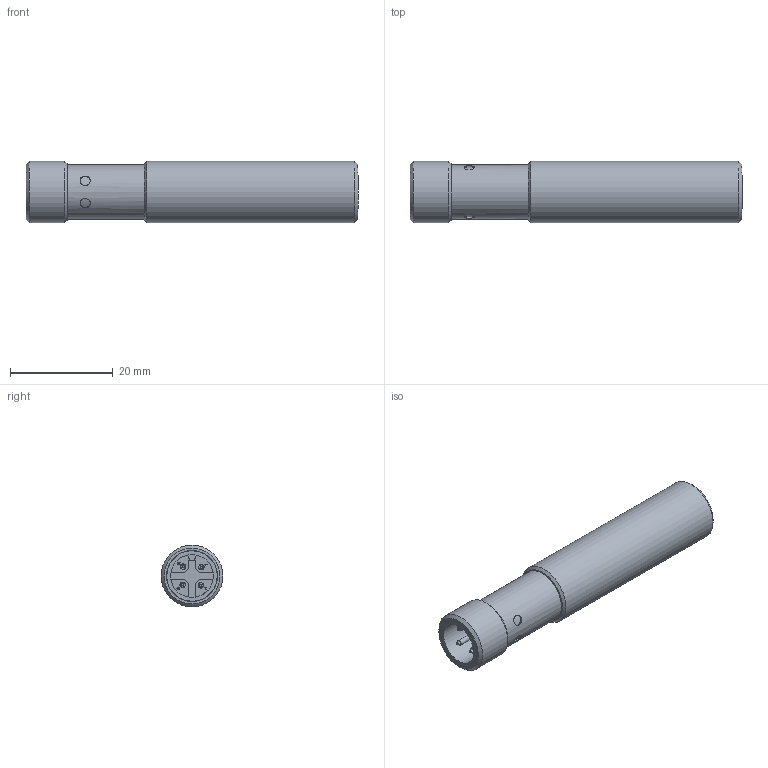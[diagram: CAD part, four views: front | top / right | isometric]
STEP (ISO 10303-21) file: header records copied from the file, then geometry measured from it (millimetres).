
FILE_DESCRIPTION(/* description */ (''),/* implementation_level */ '2;1');
FILE_NAME(/* name */ 'M12_M_xxx-B4.stp',/* time_stamp */ '2025-02-03T09:29:10+01:00',/* author */ ('cf'),/* organization */ ('di-soric GmbH & Co. KG'),/* preprocessor_version */ 'ST-DEVELOPER v20',/* originating_system */ 'Autodesk Inventor 2025',/* authorisation */ '');
FILE_SCHEMA (('AUTOMOTIVE_DESIGN { 1 0 10303 214 3 1 1 }'));
Length unit declared in the file: millimetre
Products named in the file (1): M12_M_xxx-B4
Bounding box: 64.51 x 12 x 12 mm (x, y, z)
Volume: 6392.6 mm3; surface area: 3600.7 mm2
Topology: 1 solids, 1 shells, 189 faces, 502 edges, 334 vertices
Faces by surface type: plane 149, cylinder 28, cone 12
Full cylindrical faces by diameter (mm): 1 x4, 1.05 x4, 2 x4, 6.5 x1, 8.3 x1, 9.8 x1, 9.9 x1, 10.5 x1, 12 x2
Entity records: 6107 total; most frequent: CARTESIAN_POINT 1298, ORIENTED_EDGE 1004, DIRECTION 930, EDGE_CURVE 502, LINE 422, VECTOR 422, VERTEX_POINT 334, AXIS2_PLACEMENT_3D 254
